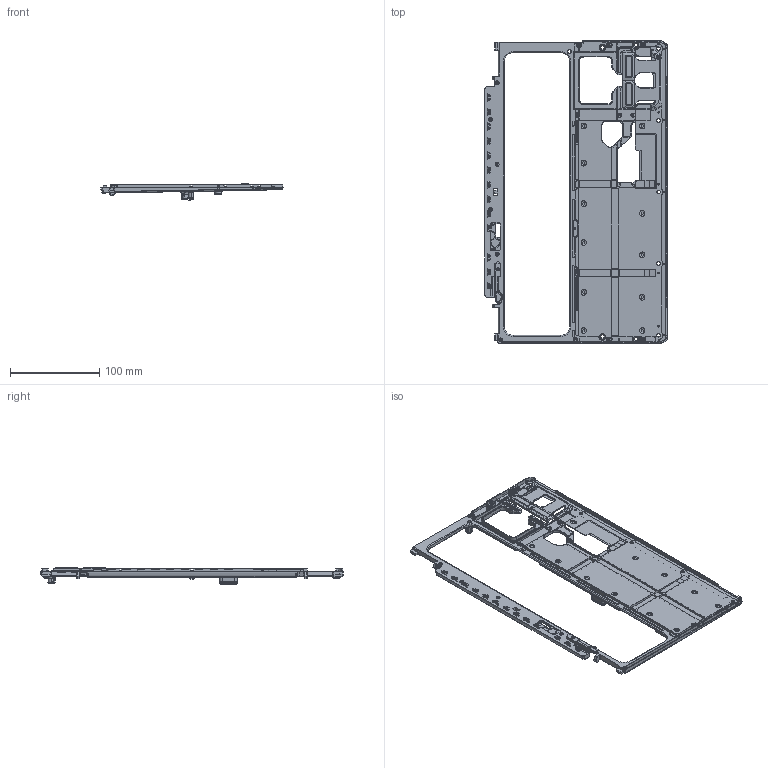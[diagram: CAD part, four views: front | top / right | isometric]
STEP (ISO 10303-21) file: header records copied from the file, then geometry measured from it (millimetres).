
FILE_DESCRIPTION (( 'STEP AP214' ), '1' );
FILE_NAME ('p1-keyboard-bot.STEP', '2020-04-24T18:31:15', ( '' ), ( '' ), 'SwSTEP 2.0', 'SolidWorks 2016', '' );
FILE_SCHEMA (( 'AUTOMOTIVE_DESIGN' ));
Products named in the file (1): p1-keyboard-bot
Bounding box: 204.2 x 338.63 x 18.39 mm (x, y, z)
Volume: 1.3 mm3; surface area: 118617.2 mm2
Topology: 1 solids, 2 shells, 3432 faces, 9161 edges, 5892 vertices
Faces by surface type: plane 1519, cylinder 1299, bspline 308, cone 126, torus 125, sphere 55
Entity records: 121492 total; most frequent: CARTESIAN_POINT 39983, ORIENTED_EDGE 18174, DIRECTION 15713, EDGE_CURVE 9087, VERTEX_POINT 5865, AXIS2_PLACEMENT_3D 5277, VECTOR 5159, LINE 5159
